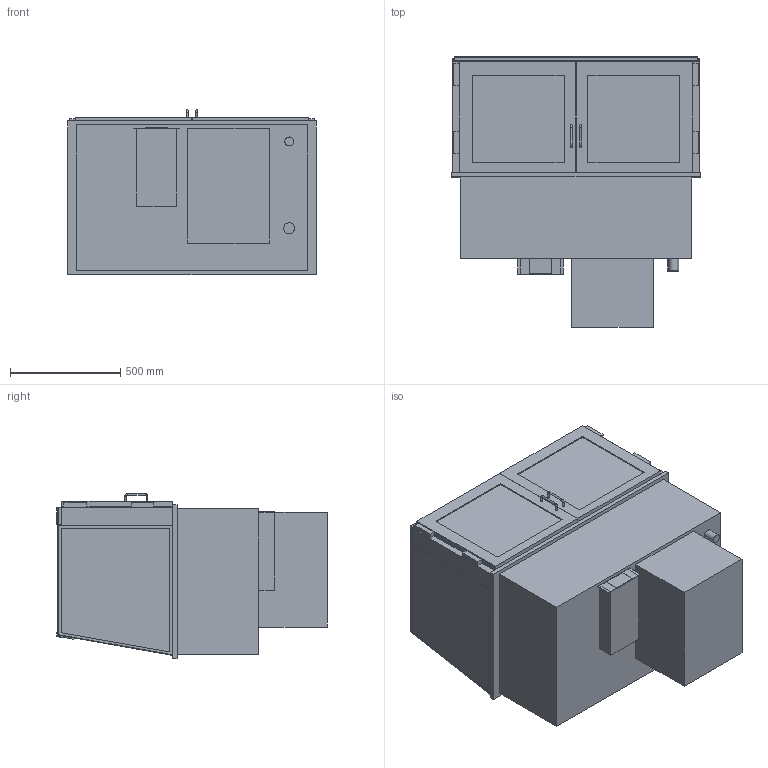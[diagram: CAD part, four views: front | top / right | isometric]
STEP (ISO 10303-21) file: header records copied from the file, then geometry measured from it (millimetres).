
FILE_DESCRIPTION(/* description */ ('vereinfachtes Modell'),/* implementation_level */ '2;1');
FILE_NAME(/* name */ '3D-AKE-00006949.stp',/* time_stamp */ '2025-01-27T15:18:44+01:00',/* author */ ('marina.schachner'),/* organization */ (''),/* preprocessor_version */ 'ST-DEVELOPER v20',/* originating_system */ 'Autodesk Inventor 2024',/* authorisation */ '');
FILE_SCHEMA (('AUTOMOTIVE_DESIGN { 1 0 10303 214 3 1 1 }'));
Length unit declared in the file: millimetre
Products named in the file (1): 3D-AKE-00006949
Bounding box: 1125 x 1225 x 746.99 mm (x, y, z)
Volume: 211629301.1 mm3; surface area: 17166525.1 mm2
Topology: 50 solids, 50 shells, 501 faces, 1148 edges, 760 vertices
Faces by surface type: plane 431, cylinder 66, torus 4
Full cylindrical faces by diameter (mm): 8 x6, 40 x1, 50 x1
Entity records: 13945 total; most frequent: CARTESIAN_POINT 2410, ORIENTED_EDGE 2296, DIRECTION 2280, EDGE_CURVE 1148, LINE 1020, VECTOR 1020, VERTEX_POINT 760, AXIS2_PLACEMENT_3D 630
